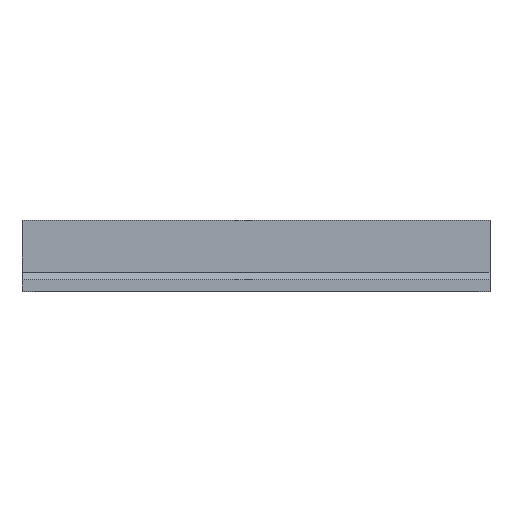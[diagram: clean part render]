
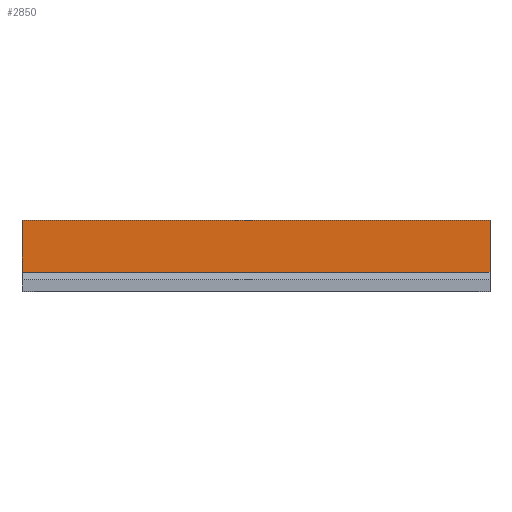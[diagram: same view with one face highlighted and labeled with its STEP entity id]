
A CAD part, top view. The second image highlights one B-rep face of the part: STEP entity #2850.
In plain terms, the highlighted free-form (B-spline) face has degree [1, 1] with [2, 2] control points.
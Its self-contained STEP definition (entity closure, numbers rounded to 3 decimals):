
#104=CARTESIAN_POINT('',(-0.824,-202.797,567.05));
#105=VERTEX_POINT('',#104);
#113=CARTESIAN_POINT('',(184.235,-202.797,567.05));
#114=VERTEX_POINT('',#113);
#115=CARTESIAN_POINT('',(184.235,-202.797,567.05));
#116=CARTESIAN_POINT('',(122.549,-202.797,567.05));
#117=CARTESIAN_POINT('',(60.862,-202.797,567.05));
#118=CARTESIAN_POINT('',(-0.824,-202.797,567.05));
#119=B_SPLINE_CURVE_WITH_KNOTS('',3,(#115,#116,#117,#118),.UNSPECIFIED.,.F.,.F.,(4,4),(0.74,0.925),.UNSPECIFIED.);
#120=EDGE_CURVE('',#114,#105,#119,.T.);
#612=CARTESIAN_POINT('',(-0.824,-223.309,567.05));
#613=VERTEX_POINT('',#612);
#621=CARTESIAN_POINT('',(-0.824,-202.797,567.05));
#622=CARTESIAN_POINT('',(-0.824,-209.634,567.05));
#623=CARTESIAN_POINT('',(-0.824,-216.471,567.05));
#624=CARTESIAN_POINT('',(-0.824,-223.309,567.05));
#625=B_SPLINE_CURVE_WITH_KNOTS('',3,(#621,#622,#623,#624),.UNSPECIFIED.,.F.,.F.,(4,4),(0.,0.021),.UNSPECIFIED.);
#626=EDGE_CURVE('',#105,#613,#625,.T.);
#2825=CARTESIAN_POINT('',(-0.824,-202.797,567.05));
#2826=CARTESIAN_POINT('',(184.235,-202.797,567.05));
#2827=CARTESIAN_POINT('',(-0.824,-223.309,567.05));
#2828=CARTESIAN_POINT('',(184.235,-223.309,567.05));
#2829=B_SPLINE_SURFACE_WITH_KNOTS('',1,1,((#2825,#2826),(#2827,#2828)),.UNSPECIFIED.,.F.,.F.,.U.,(2,2),(2,2),(0.,1.),(0.,1.),.UNSPECIFIED.);
#2830=CARTESIAN_POINT('',(184.235,-223.309,567.05));
#2831=VERTEX_POINT('',#2830);
#2832=CARTESIAN_POINT('',(-0.824,-223.309,567.05));
#2833=CARTESIAN_POINT('',(60.862,-223.309,567.05));
#2834=CARTESIAN_POINT('',(122.549,-223.309,567.05));
#2835=CARTESIAN_POINT('',(184.235,-223.309,567.05));
#2836=B_SPLINE_CURVE_WITH_KNOTS('',3,(#2832,#2833,#2834,#2835),.UNSPECIFIED.,.F.,.F.,(4,4),(0.,1.),.UNSPECIFIED.);
#2837=EDGE_CURVE('',#613,#2831,#2836,.T.);
#2838=ORIENTED_EDGE('',*,*,#2837,.T.);
#2839=CARTESIAN_POINT('',(184.235,-202.797,567.05));
#2840=CARTESIAN_POINT('',(184.235,-209.634,567.05));
#2841=CARTESIAN_POINT('',(184.235,-216.471,567.05));
#2842=CARTESIAN_POINT('',(184.235,-223.309,567.05));
#2843=B_SPLINE_CURVE_WITH_KNOTS('',3,(#2839,#2840,#2841,#2842),.UNSPECIFIED.,.F.,.F.,(4,4),(0.082,0.103),.UNSPECIFIED.);
#2844=EDGE_CURVE('',#114,#2831,#2843,.T.);
#2845=ORIENTED_EDGE('',*,*,#2844,.F.);
#2846=ORIENTED_EDGE('',*,*,#120,.T.);
#2847=ORIENTED_EDGE('',*,*,#626,.T.);
#2848=EDGE_LOOP('',(#2838,#2845,#2846,#2847));
#2849=FACE_BOUND('',#2848,.T.);
#2850=ADVANCED_FACE('',(#2849),#2829,.T.);
